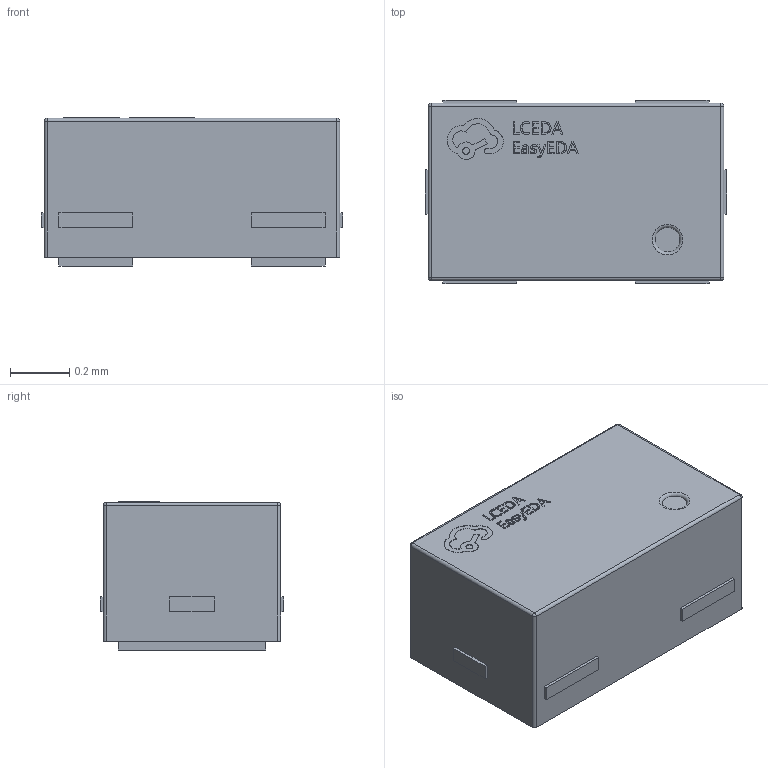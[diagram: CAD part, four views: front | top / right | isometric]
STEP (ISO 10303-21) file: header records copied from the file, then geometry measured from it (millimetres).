
FILE_DESCRIPTION(/* description */ ('Designed by EasyEDA Pro'),/* implementation_level */ '2;1');
FILE_NAME(/* name */ 'DFN1006-2L.step',/* time_stamp */ '2025-04-09T09:16:33+08:00',/* author */ (''),/* organization */ (''),/* preprocessor_version */ 'ST-DEVELOPER v20.1',/* originating_system */ 'Autodesk Translation Framework v14.4.0.0',/* authorisation */ '');
FILE_SCHEMA (('AUTOMOTIVE_DESIGN { 1 0 10303 214 3 1 1 }'));
Length unit declared in the file: millimetre
Products named in the file (3): nOmi-PCBModel; nOmi-Board; nOmi-D1-DFN-2L_L1.0-W0.6-P0.65-BI
Assembly tree (2 placements, depth 2):
  nOmi-PCBModel
    nOmi-Board
    nOmi-D1-DFN-2L_L1.0-W0.6-P0.65-BI
Bounding box: 1.02 x 0.62 x 0.5 mm (x, y, z)
Volume: 0.3 mm3; surface area: 2.8 mm2
Topology: 1 solids, 1 shells, 338 faces, 895 edges, 590 vertices
Faces by surface type: plane 213, bspline 112, cylinder 8, sphere 4, torus 1
Entity records: 11794 total; most frequent: CARTESIAN_POINT 3768, ORIENTED_EDGE 1782, DIRECTION 1312, EDGE_CURVE 891, LINE 648, VECTOR 648, VERTEX_POINT 590, EDGE_LOOP 373
